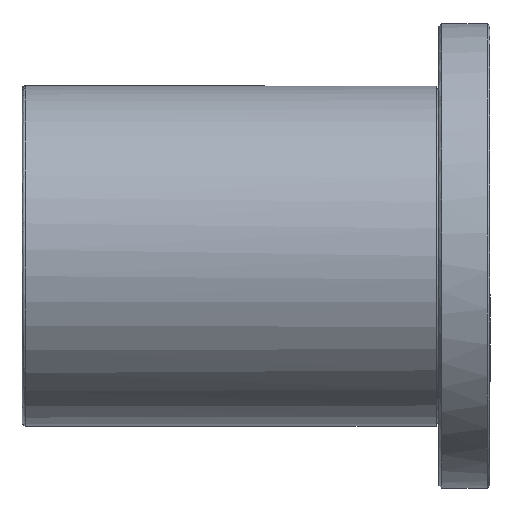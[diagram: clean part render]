
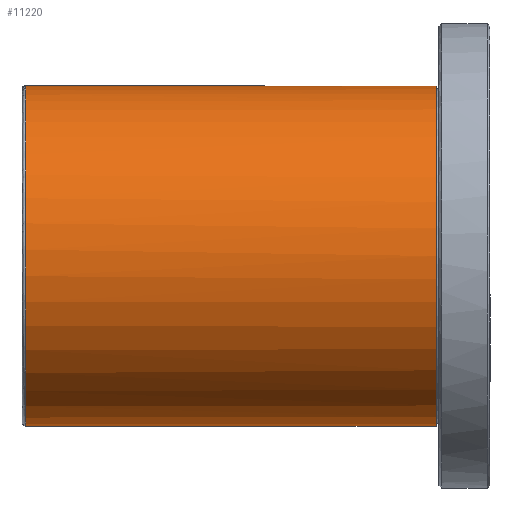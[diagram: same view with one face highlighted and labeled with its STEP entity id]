
A CAD part, front view. The second image highlights one B-rep face of the part: STEP entity #11220.
In plain terms, the highlighted free-form (B-spline) face has degree [3, 1] with [7, 2] control points.
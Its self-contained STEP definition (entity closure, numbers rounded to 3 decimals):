
#10070 = CARTESIAN_POINT ('', (-163.75, 0., 60.));
#10080 = VERTEX_POINT ('', #10070);
#10160 = CARTESIAN_POINT ('', (-163.75, 0., -60.));
#10170 = VERTEX_POINT ('', #10160);
#10180 = CARTESIAN_POINT ('', (-163.75, 0., 60.));
#10190 = CARTESIAN_POINT ('', (-163.75, 120., 60.));
#10200 = CARTESIAN_POINT ('', (-163.75, 120., -60.));
#10210 = CARTESIAN_POINT ('', (-163.75, 0., -60.));
#10220 = (
   BOUNDED_CURVE ()
   B_SPLINE_CURVE (3, (#10180, #10190, #10200, #10210), .UNSPECIFIED., .F., .U.)
   B_SPLINE_CURVE_WITH_KNOTS ((4, 4), (0., 1.), .UNSPECIFIED.)
   CURVE ()
   GEOMETRIC_REPRESENTATION_ITEM ()
   RATIONAL_B_SPLINE_CURVE ((0.957, 0.319, 0.319, 0.957))
   REPRESENTATION_ITEM ('')
);
#10230 = EDGE_CURVE ('', #10080, #10170, #10220, .T.);
#10250 = CARTESIAN_POINT ('', (-163.75, 0., -60.));
#10260 = CARTESIAN_POINT ('', (-163.75, -120., -60.));
#10270 = CARTESIAN_POINT ('', (-163.75, -120., 60.));
#10280 = CARTESIAN_POINT ('', (-163.75, 0., 60.));
#10290 = (
   BOUNDED_CURVE ()
   B_SPLINE_CURVE (3, (#10250, #10260, #10270, #10280), .UNSPECIFIED., .F., .U.)
   B_SPLINE_CURVE_WITH_KNOTS ((4, 4), (0., 1.), .UNSPECIFIED.)
   CURVE ()
   GEOMETRIC_REPRESENTATION_ITEM ()
   RATIONAL_B_SPLINE_CURVE ((0.957, 0.319, 0.319, 0.957))
   REPRESENTATION_ITEM ('')
);
#10300 = EDGE_CURVE ('', #10170, #10080, #10290, .T.);
#10670 = CARTESIAN_POINT ('', (-19., 60., 0.));
#10680 = VERTEX_POINT ('', #10670);
#10690 = CARTESIAN_POINT ('', (-19., 0., -60.));
#10700 = VERTEX_POINT ('', #10690);
#10710 = CARTESIAN_POINT ('', (-19., 60., 0.));
#10720 = CARTESIAN_POINT ('', (-19., 60., -40.));
#10730 = CARTESIAN_POINT ('', (-19., 30., -60.));
#10740 = CARTESIAN_POINT ('', (-19., 0., -60.));
#10750 = (
   BOUNDED_CURVE ()
   B_SPLINE_CURVE (3, (#10710, #10720, #10730, #10740), .UNSPECIFIED., .F., .U.)
   B_SPLINE_CURVE_WITH_KNOTS ((4, 4), (0., 1.), .UNSPECIFIED.)
   CURVE ()
   GEOMETRIC_REPRESENTATION_ITEM ()
   RATIONAL_B_SPLINE_CURVE ((0.5, 0.5, 0.667, 1.))
   REPRESENTATION_ITEM ('')
);
#10760 = EDGE_CURVE ('', #10680, #10700, #10750, .T.);
#10770 = ORIENTED_EDGE ('', *, *, #10760, .T.);
#10780 = CARTESIAN_POINT ('', (-19., 0., -60.));
#10790 = CARTESIAN_POINT ('', (-163.75, 0., -60.));
#10800 = B_SPLINE_CURVE_WITH_KNOTS ('', 1, (#10780, #10790), .UNSPECIFIED., .F., .U., (2, 2), (0., 1.), .UNSPECIFIED.);
#10810 = EDGE_CURVE ('', #10700, #10170, #10800, .T.);
#10820 = ORIENTED_EDGE ('', *, *, #10810, .T.);
#10830 = ORIENTED_EDGE ('', *, *, #10230, .F.);
#10840 = ORIENTED_EDGE ('', *, *, #10300, .F.);
#10850 = ORIENTED_EDGE ('', *, *, #10810, .F.);
#10860 = CARTESIAN_POINT ('', (-19., -60., 0.));
#10870 = VERTEX_POINT ('', #10860);
#10880 = CARTESIAN_POINT ('', (-19., 0., -60.));
#10890 = CARTESIAN_POINT ('', (-19., -30., -60.));
#10900 = CARTESIAN_POINT ('', (-19., -60., -40.));
#10910 = CARTESIAN_POINT ('', (-19., -60., 0.));
#10920 = (
   BOUNDED_CURVE ()
   B_SPLINE_CURVE (3, (#10880, #10890, #10900, #10910), .UNSPECIFIED., .F., .U.)
   B_SPLINE_CURVE_WITH_KNOTS ((4, 4), (0., 1.), .UNSPECIFIED.)
   CURVE ()
   GEOMETRIC_REPRESENTATION_ITEM ()
   RATIONAL_B_SPLINE_CURVE ((1., 0.667, 0.5, 0.5))
   REPRESENTATION_ITEM ('')
);
#10930 = EDGE_CURVE ('', #10700, #10870, #10920, .T.);
#10940 = ORIENTED_EDGE ('', *, *, #10930, .T.);
#10950 = CARTESIAN_POINT ('', (-19., -60., 0.));
#10960 = CARTESIAN_POINT ('', (-19., -60., 40.));
#10970 = CARTESIAN_POINT ('', (-19., -30., 60.));
#10980 = CARTESIAN_POINT ('', (-19., 0., 60.));
#10990 = CARTESIAN_POINT ('', (-19., 30., 60.));
#11000 = CARTESIAN_POINT ('', (-19., 60., 40.));
#11010 = CARTESIAN_POINT ('', (-19., 60., 0.));
#11020 = (
   BOUNDED_CURVE ()
   B_SPLINE_CURVE (3, (#10950, #10960, #10970, #10980, #10990, #11000, #11010), .UNSPECIFIED., .F., .U.)
   B_SPLINE_CURVE_WITH_KNOTS ((4, 3, 4), (0., 0.5, 1.), .UNSPECIFIED.)
   CURVE ()
   GEOMETRIC_REPRESENTATION_ITEM ()
   RATIONAL_B_SPLINE_CURVE ((0.5, 0.5, 0.667, 1., 0.667, 0.5, 0.5))
   REPRESENTATION_ITEM ('')
);
#11030 = EDGE_CURVE ('', #10870, #10680, #11020, .T.);
#11040 = ORIENTED_EDGE ('', *, *, #11030, .T.);
#11050 = EDGE_LOOP ('', (#10770, #10820, #10830, #10840, #10850, #10940, #11040));
#11060 = FACE_OUTER_BOUND ('', #11050, .T.);
#11070 = CARTESIAN_POINT ('', (-163.75, 0., -60.));
#11080 = CARTESIAN_POINT ('', (-19., 0., -60.));
#11090 = CARTESIAN_POINT ('', (-163.75, 120., -60.));
#11100 = CARTESIAN_POINT ('', (-19., 120., -60.));
#11110 = CARTESIAN_POINT ('', (-163.75, 120., 60.));
#11120 = CARTESIAN_POINT ('', (-19., 120., 60.));
#11130 = CARTESIAN_POINT ('', (-163.75, 0., 60.));
#11140 = CARTESIAN_POINT ('', (-19., 0., 60.));
#11150 = CARTESIAN_POINT ('', (-163.75, -120., 60.));
#11160 = CARTESIAN_POINT ('', (-19., -120., 60.));
#11170 = CARTESIAN_POINT ('', (-163.75, -120., -60.));
#11180 = CARTESIAN_POINT ('', (-19., -120., -60.));
#11190 = CARTESIAN_POINT ('', (-163.75, 0., -60.));
#11200 = CARTESIAN_POINT ('', (-19., 0., -60.));
#11210 = (
   BOUNDED_SURFACE ()
   B_SPLINE_SURFACE (3, 1, ((#11070, #11080), (#11090, #11100), (#11110, #11120), (#11130, #11140), (#11150, #11160), (#11170, #11180), (#11190, #11200)), .UNSPECIFIED., .T., .F., .U.)
   B_SPLINE_SURFACE_WITH_KNOTS ((4, 3, 4), (2, 2), (0., 0.5, 1.), (0., 1.), .UNSPECIFIED.)
   SURFACE ()
   GEOMETRIC_REPRESENTATION_ITEM ()
   RATIONAL_B_SPLINE_SURFACE (((1., 1.), (0.333, 0.333), (0.333, 0.333), (1., 1.), (0.333, 0.333), (0.333, 0.333), (1., 1.)))
   REPRESENTATION_ITEM ('')
);
#11220 = ADVANCED_FACE ('', (#11060), #11210, .T.);
